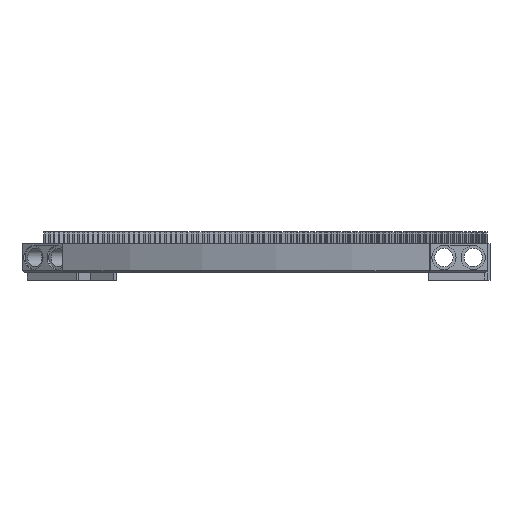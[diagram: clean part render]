
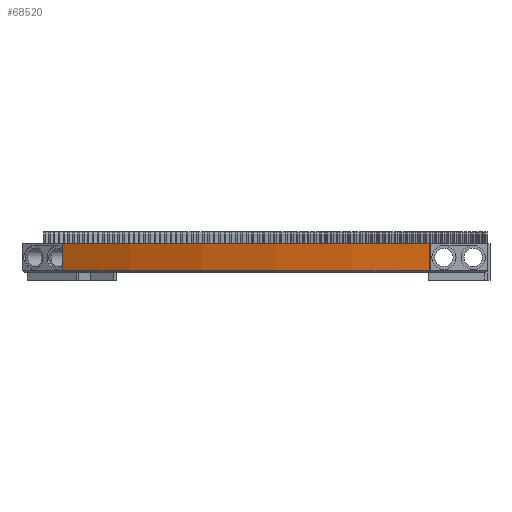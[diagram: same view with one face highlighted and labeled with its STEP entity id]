
A CAD part, left-side view. The second image highlights one B-rep face of the part: STEP entity #68520.
In plain terms, the highlighted cylindrical face has radius 215.9 mm (diameter 431.8 mm), a partial arc.
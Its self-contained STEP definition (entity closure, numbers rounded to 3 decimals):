
#235 = PLANE('',#236);
#236 = AXIS2_PLACEMENT_3D('',#237,#238,#239);
#237 = CARTESIAN_POINT('',(-7.094,-0.194,3.4));
#238 = DIRECTION('',(0.,0.,-1.));
#239 = DIRECTION('',(0.316,0.949,0.));
#24434 = VERTEX_POINT('',#24435);
#24435 = CARTESIAN_POINT('',(-32.663,-47.44,3.4));
#24449 = PLANE('',#24450);
#24450 = AXIS2_PLACEMENT_3D('',#24451,#24452,#24453);
#24451 = CARTESIAN_POINT('',(14.643,-47.44,-4.4));
#24452 = DIRECTION('',(0.,1.,0.));
#24453 = DIRECTION('',(0.,0.,1.));
#24461 = EDGE_CURVE('',#24434,#24462,#24464,.T.);
#24462 = VERTEX_POINT('',#24463);
#24463 = CARTESIAN_POINT('',(0.798,52.944,3.4));
#24464 = SURFACE_CURVE('',#24465,(#24470,#24477),.PCURVE_S1.);
#24465 = CIRCLE('',#24466,215.9);
#24466 = AXIS2_PLACEMENT_3D('',#24467,#24468,#24469);
#24467 = CARTESIAN_POINT('',(182.643,-63.44,3.4));
#24468 = DIRECTION('',(0.,0.,-1.));
#24469 = DIRECTION('',(-1.,0.,0.));
#24470 = PCURVE('',#235,#24471);
#24471 = DEFINITIONAL_REPRESENTATION('',(#24472),#24476);
#24472 = CIRCLE('',#24473,215.9);
#24473 = AXIS2_PLACEMENT_2D('',#24474,#24475);
#24474 = CARTESIAN_POINT('',(0.,200.));
#24475 = DIRECTION('',(-0.316,-0.949));
#24476 = ( GEOMETRIC_REPRESENTATION_CONTEXT(2) 
PARAMETRIC_REPRESENTATION_CONTEXT() REPRESENTATION_CONTEXT('2D SPACE',''
  ) );
#24477 = PCURVE('',#24478,#24483);
#24478 = CYLINDRICAL_SURFACE('',#24479,215.9);
#24479 = AXIS2_PLACEMENT_3D('',#24480,#24481,#24482);
#24480 = CARTESIAN_POINT('',(182.643,-63.44,-4.4));
#24481 = DIRECTION('',(-0.,-0.,1.));
#24482 = DIRECTION('',(-1.,0.,0.));
#24483 = DEFINITIONAL_REPRESENTATION('',(#24484),#24488);
#24484 = LINE('',#24485,#24486);
#24485 = CARTESIAN_POINT('',(-0.,7.8));
#24486 = VECTOR('',#24487,1.);
#24487 = DIRECTION('',(-1.,0.));
#24488 = ( GEOMETRIC_REPRESENTATION_CONTEXT(2) 
PARAMETRIC_REPRESENTATION_CONTEXT() REPRESENTATION_CONTEXT('2D SPACE',''
  ) );
#24506 = PLANE('',#24507);
#24507 = AXIS2_PLACEMENT_3D('',#24508,#24509,#24510);
#24508 = CARTESIAN_POINT('',(-12.557,62.96,-4.4));
#24509 = DIRECTION('',(-0.6,-0.8,0.));
#24510 = DIRECTION('',(0.,0.,1.));
#68476 = VERTEX_POINT('',#68477);
#68477 = CARTESIAN_POINT('',(0.798,52.944,-4.));
#68500 = EDGE_CURVE('',#68476,#24462,#68501,.T.);
#68501 = SURFACE_CURVE('',#68502,(#68506,#68513),.PCURVE_S1.);
#68502 = LINE('',#68503,#68504);
#68503 = CARTESIAN_POINT('',(0.798,52.944,-4.4));
#68504 = VECTOR('',#68505,1.);
#68505 = DIRECTION('',(-0.,-0.,1.));
#68506 = PCURVE('',#24506,#68507);
#68507 = DEFINITIONAL_REPRESENTATION('',(#68508),#68512);
#68508 = LINE('',#68509,#68510);
#68509 = CARTESIAN_POINT('',(0.,-16.694));
#68510 = VECTOR('',#68511,1.);
#68511 = DIRECTION('',(1.,0.));
#68512 = ( GEOMETRIC_REPRESENTATION_CONTEXT(2) 
PARAMETRIC_REPRESENTATION_CONTEXT() REPRESENTATION_CONTEXT('2D SPACE',''
  ) );
#68513 = PCURVE('',#24478,#68514);
#68514 = DEFINITIONAL_REPRESENTATION('',(#68515),#68519);
#68515 = LINE('',#68516,#68517);
#68516 = CARTESIAN_POINT('',(-0.569,0.));
#68517 = VECTOR('',#68518,1.);
#68518 = DIRECTION('',(-0.,1.));
#68519 = ( GEOMETRIC_REPRESENTATION_CONTEXT(2) 
PARAMETRIC_REPRESENTATION_CONTEXT() REPRESENTATION_CONTEXT('2D SPACE',''
  ) );
#68520 = ADVANCED_FACE('',(#68521),#24478,.T.);
#68521 = FACE_BOUND('',#68522,.F.);
#68522 = EDGE_LOOP('',(#68523,#68546,#68573,#68574));
#68523 = ORIENTED_EDGE('',*,*,#68524,.F.);
#68524 = EDGE_CURVE('',#68525,#24434,#68527,.T.);
#68525 = VERTEX_POINT('',#68526);
#68526 = CARTESIAN_POINT('',(-32.663,-47.44,-4.));
#68527 = SURFACE_CURVE('',#68528,(#68532,#68539),.PCURVE_S1.);
#68528 = LINE('',#68529,#68530);
#68529 = CARTESIAN_POINT('',(-32.663,-47.44,-4.4));
#68530 = VECTOR('',#68531,1.);
#68531 = DIRECTION('',(-0.,-0.,1.));
#68532 = PCURVE('',#24478,#68533);
#68533 = DEFINITIONAL_REPRESENTATION('',(#68534),#68538);
#68534 = LINE('',#68535,#68536);
#68535 = CARTESIAN_POINT('',(-0.074,0.));
#68536 = VECTOR('',#68537,1.);
#68537 = DIRECTION('',(-0.,1.));
#68538 = ( GEOMETRIC_REPRESENTATION_CONTEXT(2) 
PARAMETRIC_REPRESENTATION_CONTEXT() REPRESENTATION_CONTEXT('2D SPACE',''
  ) );
#68539 = PCURVE('',#24449,#68540);
#68540 = DEFINITIONAL_REPRESENTATION('',(#68541),#68545);
#68541 = LINE('',#68542,#68543);
#68542 = CARTESIAN_POINT('',(0.,-47.306));
#68543 = VECTOR('',#68544,1.);
#68544 = DIRECTION('',(1.,0.));
#68545 = ( GEOMETRIC_REPRESENTATION_CONTEXT(2) 
PARAMETRIC_REPRESENTATION_CONTEXT() REPRESENTATION_CONTEXT('2D SPACE',''
  ) );
#68546 = ORIENTED_EDGE('',*,*,#68547,.T.);
#68547 = EDGE_CURVE('',#68525,#68476,#68548,.T.);
#68548 = SURFACE_CURVE('',#68549,(#68554,#68561),.PCURVE_S1.);
#68549 = CIRCLE('',#68550,215.9);
#68550 = AXIS2_PLACEMENT_3D('',#68551,#68552,#68553);
#68551 = CARTESIAN_POINT('',(182.643,-63.44,-4.));
#68552 = DIRECTION('',(0.,0.,-1.));
#68553 = DIRECTION('',(-0.997,0.074,0.));
#68554 = PCURVE('',#24478,#68555);
#68555 = DEFINITIONAL_REPRESENTATION('',(#68556),#68560);
#68556 = LINE('',#68557,#68558);
#68557 = CARTESIAN_POINT('',(-0.074,0.4));
#68558 = VECTOR('',#68559,1.);
#68559 = DIRECTION('',(-1.,0.));
#68560 = ( GEOMETRIC_REPRESENTATION_CONTEXT(2) 
PARAMETRIC_REPRESENTATION_CONTEXT() REPRESENTATION_CONTEXT('2D SPACE',''
  ) );
#68561 = PCURVE('',#68562,#68567);
#68562 = CONICAL_SURFACE('',#68563,215.9,0.785);
#68563 = AXIS2_PLACEMENT_3D('',#68564,#68565,#68566);
#68564 = CARTESIAN_POINT('',(182.643,-63.44,-4.));
#68565 = DIRECTION('',(0.,-0.,1.));
#68566 = DIRECTION('',(-0.997,0.074,0.));
#68567 = DEFINITIONAL_REPRESENTATION('',(#68568),#68572);
#68568 = LINE('',#68569,#68570);
#68569 = CARTESIAN_POINT('',(-0.,0.));
#68570 = VECTOR('',#68571,1.);
#68571 = DIRECTION('',(-1.,0.));
#68572 = ( GEOMETRIC_REPRESENTATION_CONTEXT(2) 
PARAMETRIC_REPRESENTATION_CONTEXT() REPRESENTATION_CONTEXT('2D SPACE',''
  ) );
#68573 = ORIENTED_EDGE('',*,*,#68500,.T.);
#68574 = ORIENTED_EDGE('',*,*,#24461,.F.);
